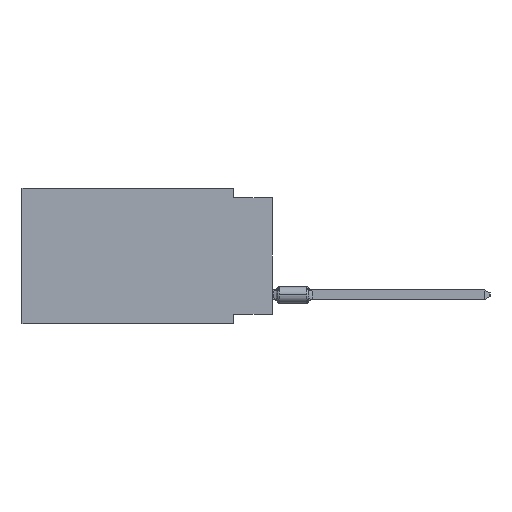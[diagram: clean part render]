
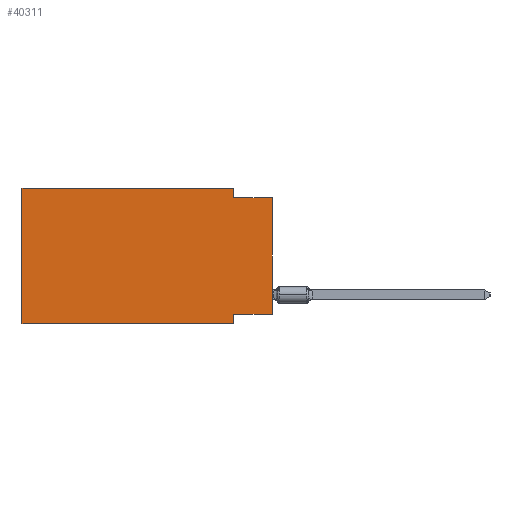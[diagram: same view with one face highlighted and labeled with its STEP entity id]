
A CAD part, left-side view. The second image highlights one B-rep face of the part: STEP entity #40311.
In plain terms, the highlighted planar face has unit normal (-1, 0, 0).
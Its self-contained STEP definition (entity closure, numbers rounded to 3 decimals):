
#480 = ORIENTED_EDGE ( 'NONE', *, *, #22084, .F. ) ;
#873 = EDGE_CURVE ( 'NONE', #19986, #11844, #5027, .T. ) ;
#947 = ORIENTED_EDGE ( 'NONE', *, *, #14710, .T. ) ;
#1938 = DIRECTION ( 'NONE',  ( 0., -1., 0. ) ) ;
#2197 = CARTESIAN_POINT ( 'NONE',  ( 0., 2.54, 0. ) ) ;
#2965 = ORIENTED_EDGE ( 'NONE', *, *, #36917, .T. ) ;
#3964 = VERTEX_POINT ( 'NONE', #19742 ) ;
#4082 = LINE ( 'NONE', #17296, #41035 ) ;
#4141 = LINE ( 'NONE', #13891, #41795 ) ;
#4968 = LINE ( 'NONE', #31657, #18064 ) ;
#5027 = LINE ( 'NONE', #2197, #21877 ) ;
#5891 = EDGE_CURVE ( 'NONE', #39078, #19986, #4968, .T. ) ;
#10408 = DIRECTION ( 'NONE',  ( 1., 0., 0. ) ) ;
#11844 = VERTEX_POINT ( 'NONE', #36600 ) ;
#13657 = LINE ( 'NONE', #16906, #15880 ) ;
#13891 = CARTESIAN_POINT ( 'NONE',  ( 0., 0., -0.635 ) ) ;
#14710 = EDGE_CURVE ( 'NONE', #32287, #39392, #32072, .T. ) ;
#15823 = DIRECTION ( 'NONE',  ( 0., 0., -1. ) ) ;
#15880 = VECTOR ( 'NONE', #29684, 1000. ) ;
#16815 = VECTOR ( 'NONE', #22517, 1000. ) ;
#16906 = CARTESIAN_POINT ( 'NONE',  ( 0., 16.383, 0. ) ) ;
#17296 = CARTESIAN_POINT ( 'NONE',  ( 0., 16.383, -8.89 ) ) ;
#17881 = ORIENTED_EDGE ( 'NONE', *, *, #24384, .F. ) ;
#18064 = VECTOR ( 'NONE', #1938, 1000. ) ;
#19351 = VERTEX_POINT ( 'NONE', #39248 ) ;
#19742 = CARTESIAN_POINT ( 'NONE',  ( 0., 2.54, -8.89 ) ) ;
#19986 = VERTEX_POINT ( 'NONE', #35390 ) ;
#20178 = LINE ( 'NONE', #33424, #37669 ) ;
#20823 = DIRECTION ( 'NONE',  ( 0., 1., 0. ) ) ;
#21877 = VECTOR ( 'NONE', #22343, 1000. ) ;
#22084 = EDGE_CURVE ( 'NONE', #19351, #39078, #13657, .T. ) ;
#22099 = LINE ( 'NONE', #25771, #40231 ) ;
#22343 = DIRECTION ( 'NONE',  ( 0., 0., -1. ) ) ;
#22517 = DIRECTION ( 'NONE',  ( 0., 0., 1. ) ) ;
#22918 = CARTESIAN_POINT ( 'NONE',  ( 0., 0., 0. ) ) ;
#23430 = PLANE ( 'NONE',  #23868 ) ;
#23637 = DIRECTION ( 'NONE',  ( 0., 0., -1. ) ) ;
#23868 = AXIS2_PLACEMENT_3D ( 'NONE', #36646, #10408, #23637 ) ;
#24118 = ORIENTED_EDGE ( 'NONE', *, *, #5891, .F. ) ;
#24198 = DIRECTION ( 'NONE',  ( 0., -1., 0. ) ) ;
#24384 = EDGE_CURVE ( 'NONE', #27395, #3964, #22099, .T. ) ;
#24520 = CARTESIAN_POINT ( 'NONE',  ( 0., 0., -8.255 ) ) ;
#25771 = CARTESIAN_POINT ( 'NONE',  ( 0., 2.54, -8.89 ) ) ;
#26694 = FACE_OUTER_BOUND ( 'NONE', #34849, .T. ) ;
#27309 = EDGE_CURVE ( 'NONE', #11844, #39392, #4141, .T. ) ;
#27395 = VERTEX_POINT ( 'NONE', #34045 ) ;
#29684 = DIRECTION ( 'NONE',  ( 0., 0., 1. ) ) ;
#30442 = ORIENTED_EDGE ( 'NONE', *, *, #41598, .F. ) ;
#31657 = CARTESIAN_POINT ( 'NONE',  ( 0., 16.383, 0. ) ) ;
#32072 = LINE ( 'NONE', #22918, #16815 ) ;
#32287 = VERTEX_POINT ( 'NONE', #24520 ) ;
#33424 = CARTESIAN_POINT ( 'NONE',  ( 0., 0., -8.255 ) ) ;
#34045 = CARTESIAN_POINT ( 'NONE',  ( 0., 2.54, -8.255 ) ) ;
#34849 = EDGE_LOOP ( 'NONE', ( #947, #37358, #41247, #24118, #480, #2965, #17881, #30442 ) ) ;
#35390 = CARTESIAN_POINT ( 'NONE',  ( 0., 2.54, 0. ) ) ;
#36600 = CARTESIAN_POINT ( 'NONE',  ( 0., 2.54, -0.635 ) ) ;
#36646 = CARTESIAN_POINT ( 'NONE',  ( 0., 16.383, 0. ) ) ;
#36917 = EDGE_CURVE ( 'NONE', #19351, #3964, #4082, .T. ) ;
#37358 = ORIENTED_EDGE ( 'NONE', *, *, #27309, .F. ) ;
#37669 = VECTOR ( 'NONE', #20823, 1000. ) ;
#37706 = DIRECTION ( 'NONE',  ( 0., -1., 0. ) ) ;
#39078 = VERTEX_POINT ( 'NONE', #42866 ) ;
#39248 = CARTESIAN_POINT ( 'NONE',  ( 0., 16.383, -8.89 ) ) ;
#39392 = VERTEX_POINT ( 'NONE', #39799 ) ;
#39799 = CARTESIAN_POINT ( 'NONE',  ( 0., 0., -0.635 ) ) ;
#40231 = VECTOR ( 'NONE', #15823, 1000. ) ;
#40311 = ADVANCED_FACE ( 'NONE', ( #26694 ), #23430, .F. ) ;
#41035 = VECTOR ( 'NONE', #24198, 1000. ) ;
#41247 = ORIENTED_EDGE ( 'NONE', *, *, #873, .F. ) ;
#41598 = EDGE_CURVE ( 'NONE', #32287, #27395, #20178, .T. ) ;
#41795 = VECTOR ( 'NONE', #37706, 1000. ) ;
#42866 = CARTESIAN_POINT ( 'NONE',  ( 0., 16.383, 0. ) ) ;
